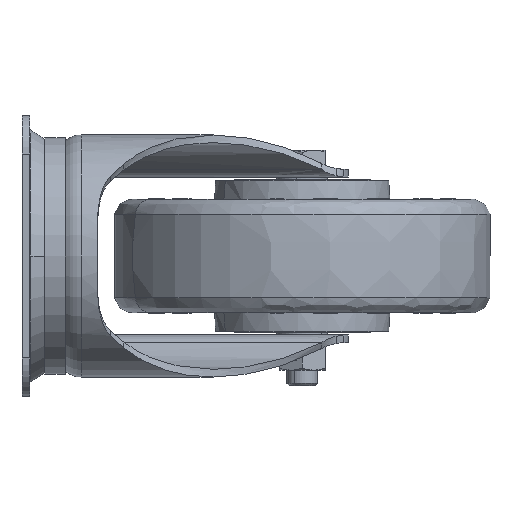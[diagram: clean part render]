
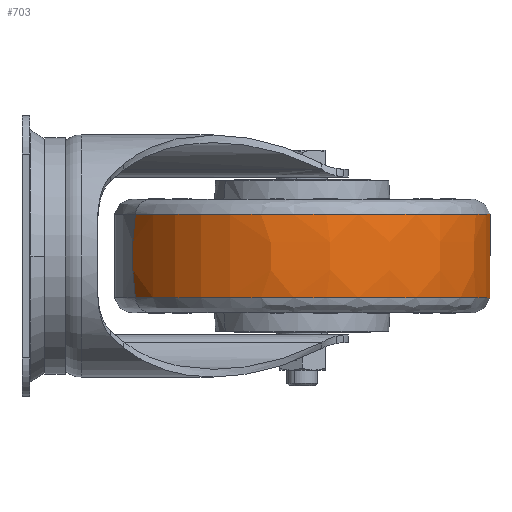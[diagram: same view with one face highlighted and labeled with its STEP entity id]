
A CAD part, left-side view. The second image highlights one B-rep face of the part: STEP entity #703.
In plain terms, the highlighted free-form (B-spline) face has degree [3, 3] with [4, 4] control points.
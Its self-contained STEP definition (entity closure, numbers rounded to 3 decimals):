
#703 = ADVANCED_FACE ( 'NONE', ( #1574 ), #19679, .T. ) ;
#982 = AXIS2_PLACEMENT_3D ( 'NONE', #27449, #16145, #24493 ) ;
#1239 = EDGE_CURVE ( 'NONE', #17313, #8229, #31648, .T. ) ;
#1574 = FACE_OUTER_BOUND ( 'NONE', #35160, .T. ) ;
#2693 = DIRECTION ( 'NONE',  ( 0., 0., -1. ) ) ;
#4545 = CARTESIAN_POINT ( 'NONE',  ( 21.105, -44.465, 16.328 ) ) ;
#4713 = CARTESIAN_POINT ( 'NONE',  ( -109.965, -112.255, -16.328 ) ) ;
#6280 = CARTESIAN_POINT ( 'NONE',  ( 89.643, -176.981, 5.483 ) ) ;
#6943 = VERTEX_POINT ( 'NONE', #17997 ) ;
#7377 = CARTESIAN_POINT ( 'NONE',  ( 88.895, -175.535, 16.328 ) ) ;
#7491 = CARTESIAN_POINT ( 'NONE',  ( 20.357, -43.019, -5.483 ) ) ;
#8229 = VERTEX_POINT ( 'NONE', #31262 ) ;
#9279 = CIRCLE ( 'NONE', #982, 73.781 ) ;
#10434 = AXIS2_PLACEMENT_3D ( 'NONE', #20265, #2693, #17259 ) ;
#10470 = CARTESIAN_POINT ( 'NONE',  ( 20.357, -43.019, 5.483 ) ) ;
#11294 = ORIENTED_EDGE ( 'NONE', *, *, #21539, .F. ) ;
#12291 = VERTEX_POINT ( 'NONE', #7377 ) ;
#12863 = CARTESIAN_POINT ( 'NONE',  ( 88.895, -175.535, 16.328 ) ) ;
#14961 = CARTESIAN_POINT ( 'NONE',  ( -113.604, -112.305, 5.483 ) ) ;
#15732 = EDGE_CURVE ( 'NONE', #12291, #17313, #18654, .T. ) ;
#15898 = EDGE_CURVE ( 'NONE', #8229, #6943, #9279, .T. ) ;
#16145 = DIRECTION ( 'NONE',  ( 0., 0., 1. ) ) ;
#17259 = DIRECTION ( 'NONE',  ( 0.459, -0.888, 0. ) ) ;
#17313 = VERTEX_POINT ( 'NONE', #36038 ) ;
#17705 = CARTESIAN_POINT ( 'NONE',  ( -42.175, -243.325, -16.328 ) ) ;
#17997 = CARTESIAN_POINT ( 'NONE',  ( 88.895, -175.535, -16.328 ) ) ;
#18395 = CARTESIAN_POINT ( 'NONE',  ( 21.105, -44.465, -16.328 ) ) ;
#18654 = CIRCLE ( 'NONE', #10434, 73.781 ) ;
#18746 = CARTESIAN_POINT ( 'NONE',  ( -113.604, -112.305, -5.483 ) ) ;
#18850 = DIRECTION ( 'NONE',  ( 0.459, -0.888, 0. ) ) ;
#19365 = ORIENTED_EDGE ( 'NONE', *, *, #1239, .T. ) ;
#19679 =( BOUNDED_SURFACE ( )  B_SPLINE_SURFACE ( 3, 3, ( 
 ( #4545, #26943, #35469, #12863 ),
 ( #10470, #14961, #26089, #6280 ),
 ( #7491, #18746, #29721, #26280 ),
 ( #18395, #4713, #17705, #21405 ) ),
 .UNSPECIFIED., .F., .F., .F. ) 
 B_SPLINE_SURFACE_WITH_KNOTS ( ( 4, 4 ),
 ( 4, 4 ),
 ( 0., 1. ),
 ( 0., 1. ),
 .UNSPECIFIED. ) 
 GEOMETRIC_REPRESENTATION_ITEM ( )  RATIONAL_B_SPLINE_SURFACE ( (
 ( 1., 0.333, 0.333, 1.),
 ( 0.993, 0.331, 0.331, 0.993),
 ( 0.993, 0.331, 0.331, 0.993),
 ( 1., 0.333, 0.333, 1.) ) ) 
 REPRESENTATION_ITEM ( '' )  SURFACE ( )  );
#20265 = CARTESIAN_POINT ( 'NONE',  ( 55., -110., 16.328 ) ) ;
#20775 = CIRCLE ( 'NONE', #34952, 110. ) ;
#21127 = ORIENTED_EDGE ( 'NONE', *, *, #15898, .T. ) ;
#21137 = DIRECTION ( 'NONE',  ( 0.888, 0.459, 0. ) ) ;
#21270 = DIRECTION ( 'NONE',  ( -0.888, -0.459, 0. ) ) ;
#21405 = CARTESIAN_POINT ( 'NONE',  ( 88.895, -175.535, -16.328 ) ) ;
#21539 = EDGE_CURVE ( 'NONE', #12291, #6943, #20775, .T. ) ;
#23462 = ORIENTED_EDGE ( 'NONE', *, *, #15732, .T. ) ;
#24493 = DIRECTION ( 'NONE',  ( 0.459, -0.888, 0. ) ) ;
#26089 = CARTESIAN_POINT ( 'NONE',  ( -44.318, -246.267, 5.483 ) ) ;
#26280 = CARTESIAN_POINT ( 'NONE',  ( 89.643, -176.981, -5.483 ) ) ;
#26362 = AXIS2_PLACEMENT_3D ( 'NONE', #26642, #21270, #27000 ) ;
#26642 = CARTESIAN_POINT ( 'NONE',  ( 71.079, -141.088, 0. ) ) ;
#26943 = CARTESIAN_POINT ( 'NONE',  ( -109.965, -112.255, 16.328 ) ) ;
#27000 = DIRECTION ( 'NONE',  ( -0.459, 0.888, 0. ) ) ;
#27449 = CARTESIAN_POINT ( 'NONE',  ( 55., -110., -16.328 ) ) ;
#29721 = CARTESIAN_POINT ( 'NONE',  ( -44.318, -246.267, -5.483 ) ) ;
#31262 = CARTESIAN_POINT ( 'NONE',  ( 21.105, -44.465, -16.328 ) ) ;
#31648 = CIRCLE ( 'NONE', #26362, 110. ) ;
#34952 = AXIS2_PLACEMENT_3D ( 'NONE', #35022, #21137, #18850 ) ;
#35022 = CARTESIAN_POINT ( 'NONE',  ( 38.921, -78.912, 0. ) ) ;
#35160 = EDGE_LOOP ( 'NONE', ( #23462, #19365, #21127, #11294 ) ) ;
#35469 = CARTESIAN_POINT ( 'NONE',  ( -42.175, -243.325, 16.328 ) ) ;
#36038 = CARTESIAN_POINT ( 'NONE',  ( 21.105, -44.465, 16.328 ) ) ;
